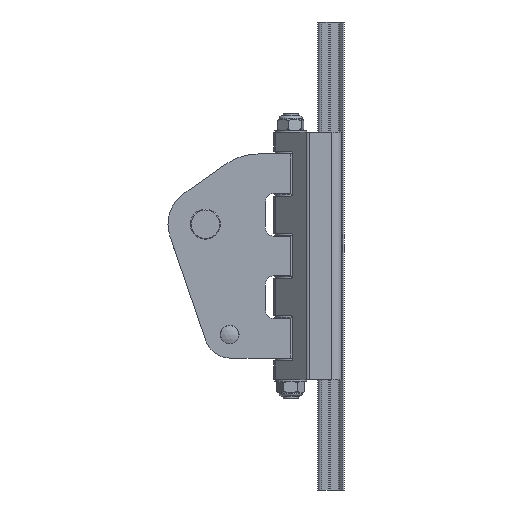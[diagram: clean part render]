
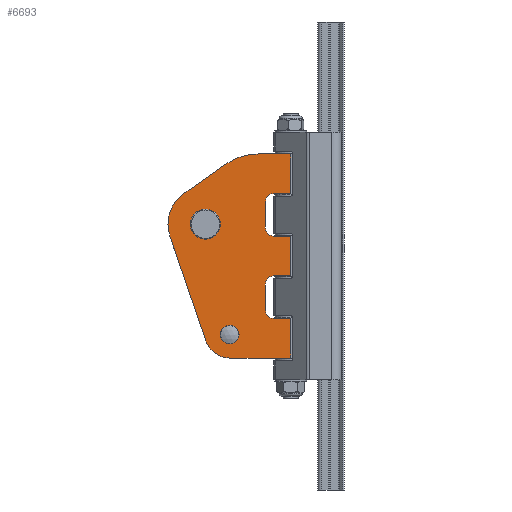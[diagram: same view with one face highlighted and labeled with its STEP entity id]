
A CAD part, left-side view. The second image highlights one B-rep face of the part: STEP entity #6693.
In plain terms, the highlighted planar face has unit normal (-1, 0, 0).
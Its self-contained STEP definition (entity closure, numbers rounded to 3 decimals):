
#140=FACE_BOUND('',#1383,.T.);
#141=FACE_BOUND('',#1384,.T.);
#207=PLANE('',#7259);
#628=CIRCLE('',#7260,30.);
#629=CIRCLE('',#7261,20.);
#630=CIRCLE('',#7262,13.5);
#631=CIRCLE('',#7263,5.);
#632=CIRCLE('',#7264,5.);
#633=CIRCLE('',#7265,5.);
#634=CIRCLE('',#7266,5.);
#635=CIRCLE('',#7267,4.1);
#636=CIRCLE('',#7268,6.1);
#965=FACE_OUTER_BOUND('',#1382,.T.);
#1382=EDGE_LOOP('',(#5078,#5079,#5080,#5081,#5082,#5083,#5084,#5085,#5086,
#5087,#5088,#5089,#5090,#5091,#5092,#5093,#5094,#5095,#5096,#5097));
#1383=EDGE_LOOP('',(#5098));
#1384=EDGE_LOOP('',(#5099));
#1830=LINE('',#11124,#2374);
#1847=LINE('',#11203,#2391);
#1849=LINE('',#11234,#2393);
#1853=LINE('',#11290,#2397);
#1855=LINE('',#11321,#2399);
#1865=LINE('',#11444,#2409);
#1866=LINE('',#11448,#2410);
#1867=LINE('',#11451,#2411);
#1868=LINE('',#11455,#2412);
#1869=LINE('',#11459,#2413);
#1870=LINE('',#11460,#2414);
#1871=LINE('',#11464,#2415);
#1872=LINE('',#11467,#2416);
#2374=VECTOR('',#8240,10.);
#2391=VECTOR('',#8287,10.);
#2393=VECTOR('',#8299,10.);
#2397=VECTOR('',#8307,10.);
#2399=VECTOR('',#8319,10.);
#2409=VECTOR('',#8353,10.);
#2410=VECTOR('',#8356,10.);
#2411=VECTOR('',#8359,10.);
#2412=VECTOR('',#8362,10.);
#2413=VECTOR('',#8365,10.);
#2414=VECTOR('',#8366,10.);
#2415=VECTOR('',#8369,10.);
#2416=VECTOR('',#8372,10.);
#3020=VERTEX_POINT('',#11121);
#3021=VERTEX_POINT('',#11123);
#3047=VERTEX_POINT('',#11200);
#3048=VERTEX_POINT('',#11202);
#3052=VERTEX_POINT('',#11232);
#3057=VERTEX_POINT('',#11287);
#3058=VERTEX_POINT('',#11289);
#3062=VERTEX_POINT('',#11319);
#3078=VERTEX_POINT('',#11441);
#3079=VERTEX_POINT('',#11443);
#3080=VERTEX_POINT('',#11445);
#3081=VERTEX_POINT('',#11447);
#3082=VERTEX_POINT('',#11449);
#3083=VERTEX_POINT('',#11452);
#3084=VERTEX_POINT('',#11454);
#3085=VERTEX_POINT('',#11456);
#3086=VERTEX_POINT('',#11458);
#3087=VERTEX_POINT('',#11461);
#3088=VERTEX_POINT('',#11463);
#3089=VERTEX_POINT('',#11465);
#3090=VERTEX_POINT('',#11468);
#3091=VERTEX_POINT('',#11470);
#3759=EDGE_CURVE('',#3021,#3020,#1830,.T.);
#3790=EDGE_CURVE('',#3048,#3047,#1847,.T.);
#3797=EDGE_CURVE('',#3052,#3021,#1849,.T.);
#3804=EDGE_CURVE('',#3058,#3057,#1853,.T.);
#3811=EDGE_CURVE('',#3062,#3048,#1855,.T.);
#3832=EDGE_CURVE('',#3047,#3078,#628,.T.);
#3833=EDGE_CURVE('',#3078,#3079,#1865,.T.);
#3834=EDGE_CURVE('',#3079,#3080,#629,.T.);
#3835=EDGE_CURVE('',#3080,#3081,#1866,.T.);
#3836=EDGE_CURVE('',#3081,#3082,#630,.T.);
#3837=EDGE_CURVE('',#3082,#3052,#1867,.T.);
#3838=EDGE_CURVE('',#3020,#3083,#631,.T.);
#3839=EDGE_CURVE('',#3083,#3084,#1868,.T.);
#3840=EDGE_CURVE('',#3084,#3085,#632,.T.);
#3841=EDGE_CURVE('',#3085,#3086,#1869,.T.);
#3842=EDGE_CURVE('',#3086,#3058,#1870,.T.);
#3843=EDGE_CURVE('',#3057,#3087,#633,.T.);
#3844=EDGE_CURVE('',#3087,#3088,#1871,.T.);
#3845=EDGE_CURVE('',#3088,#3089,#634,.T.);
#3846=EDGE_CURVE('',#3089,#3062,#1872,.T.);
#3847=EDGE_CURVE('',#3090,#3090,#635,.T.);
#3848=EDGE_CURVE('',#3091,#3091,#636,.T.);
#5078=ORIENTED_EDGE('',*,*,#3811,.T.);
#5079=ORIENTED_EDGE('',*,*,#3790,.T.);
#5080=ORIENTED_EDGE('',*,*,#3832,.T.);
#5081=ORIENTED_EDGE('',*,*,#3833,.T.);
#5082=ORIENTED_EDGE('',*,*,#3834,.T.);
#5083=ORIENTED_EDGE('',*,*,#3835,.T.);
#5084=ORIENTED_EDGE('',*,*,#3836,.T.);
#5085=ORIENTED_EDGE('',*,*,#3837,.T.);
#5086=ORIENTED_EDGE('',*,*,#3797,.T.);
#5087=ORIENTED_EDGE('',*,*,#3759,.T.);
#5088=ORIENTED_EDGE('',*,*,#3838,.T.);
#5089=ORIENTED_EDGE('',*,*,#3839,.T.);
#5090=ORIENTED_EDGE('',*,*,#3840,.T.);
#5091=ORIENTED_EDGE('',*,*,#3841,.T.);
#5092=ORIENTED_EDGE('',*,*,#3842,.T.);
#5093=ORIENTED_EDGE('',*,*,#3804,.T.);
#5094=ORIENTED_EDGE('',*,*,#3843,.T.);
#5095=ORIENTED_EDGE('',*,*,#3844,.T.);
#5096=ORIENTED_EDGE('',*,*,#3845,.T.);
#5097=ORIENTED_EDGE('',*,*,#3846,.T.);
#5098=ORIENTED_EDGE('',*,*,#3847,.T.);
#5099=ORIENTED_EDGE('',*,*,#3848,.T.);
#6693=ADVANCED_FACE('',(#965,#140,#141),#207,.F.);
#7259=AXIS2_PLACEMENT_3D('',#11440,#8349,#8350);
#7260=AXIS2_PLACEMENT_3D('',#11442,#8351,#8352);
#7261=AXIS2_PLACEMENT_3D('',#11446,#8354,#8355);
#7262=AXIS2_PLACEMENT_3D('',#11450,#8357,#8358);
#7263=AXIS2_PLACEMENT_3D('',#11453,#8360,#8361);
#7264=AXIS2_PLACEMENT_3D('',#11457,#8363,#8364);
#7265=AXIS2_PLACEMENT_3D('',#11462,#8367,#8368);
#7266=AXIS2_PLACEMENT_3D('',#11466,#8370,#8371);
#7267=AXIS2_PLACEMENT_3D('',#11469,#8373,#8374);
#7268=AXIS2_PLACEMENT_3D('',#11471,#8375,#8376);
#8240=DIRECTION('',(0.,1.,0.));
#8287=DIRECTION('',(0.,1.,0.));
#8299=DIRECTION('',(0.,0.,1.));
#8307=DIRECTION('',(0.,1.,0.));
#8319=DIRECTION('',(0.,0.,1.));
#8349=DIRECTION('center_axis',(1.,0.,0.));
#8350=DIRECTION('ref_axis',(0.,-1.,0.));
#8351=DIRECTION('center_axis',(-1.,0.,0.));
#8352=DIRECTION('ref_axis',(0.,0.,-1.));
#8353=DIRECTION('',(0.,0.819,-0.574));
#8354=DIRECTION('center_axis',(-1.,0.,0.));
#8355=DIRECTION('ref_axis',(0.,-0.574,-0.819));
#8356=DIRECTION('',(0.,-0.324,-0.946));
#8357=DIRECTION('center_axis',(-1.,0.,0.));
#8358=DIRECTION('ref_axis',(0.,-0.946,0.324));
#8359=DIRECTION('',(0.,-1.,0.));
#8360=DIRECTION('center_axis',(1.,0.,0.));
#8361=DIRECTION('ref_axis',(0.,1.,0.));
#8362=DIRECTION('',(0.,0.,1.));
#8363=DIRECTION('center_axis',(1.,0.,0.));
#8364=DIRECTION('ref_axis',(0.,0.,1.));
#8365=DIRECTION('',(0.,-1.,0.));
#8366=DIRECTION('',(0.,0.,1.));
#8367=DIRECTION('center_axis',(1.,0.,0.));
#8368=DIRECTION('ref_axis',(0.,1.,0.));
#8369=DIRECTION('',(0.,0.,1.));
#8370=DIRECTION('center_axis',(1.,0.,0.));
#8371=DIRECTION('ref_axis',(0.,0.,1.));
#8372=DIRECTION('',(0.,-1.,0.));
#8373=DIRECTION('center_axis',(1.,0.,0.));
#8374=DIRECTION('ref_axis',(0.,0.,-1.));
#8375=DIRECTION('center_axis',(1.,0.,0.));
#8376=DIRECTION('ref_axis',(0.,0.,-1.));
#11121=CARTESIAN_POINT('',(-9.,37.075,-33.5));
#11123=CARTESIAN_POINT('',(-9.,28.5,-33.5));
#11124=CARTESIAN_POINT('',(-9.,28.075,-33.5));
#11200=CARTESIAN_POINT('',(-9.,45.925,54.5));
#11202=CARTESIAN_POINT('',(-9.,28.5,54.5));
#11203=CARTESIAN_POINT('',(-9.,45.925,54.5));
#11232=CARTESIAN_POINT('',(-9.,28.5,-54.5));
#11234=CARTESIAN_POINT('',(-9.,28.5,-0.515));
#11287=CARTESIAN_POINT('',(-9.,37.075,10.5));
#11289=CARTESIAN_POINT('',(-9.,28.5,10.5));
#11290=CARTESIAN_POINT('',(-9.,28.075,10.5));
#11319=CARTESIAN_POINT('',(-9.,28.5,33.5));
#11321=CARTESIAN_POINT('',(-9.,28.5,-0.515));
#11440=CARTESIAN_POINT('Origin',(-9.,19.075,-1.031));
#11441=CARTESIAN_POINT('',(-9.,63.13,49.076));
#11442=CARTESIAN_POINT('Origin',(-9.,45.925,24.5));
#11443=CARTESIAN_POINT('',(-9.,85.545,33.384));
#11444=CARTESIAN_POINT('',(-9.,85.545,33.384));
#11445=CARTESIAN_POINT('',(-9.,92.996,10.518));
#11446=CARTESIAN_POINT('Origin',(-9.,74.075,17.));
#11447=CARTESIAN_POINT('',(-9.,73.846,-45.375));
#11448=CARTESIAN_POINT('',(-9.,73.846,-45.375));
#11449=CARTESIAN_POINT('',(-9.,61.075,-54.5));
#11450=CARTESIAN_POINT('Origin',(-9.,61.075,-41.));
#11451=CARTESIAN_POINT('',(-9.,-22.925,-54.5));
#11452=CARTESIAN_POINT('',(-9.,42.075,-28.5));
#11453=CARTESIAN_POINT('Origin',(-9.,37.075,-28.5));
#11454=CARTESIAN_POINT('',(-9.,42.075,-15.5));
#11455=CARTESIAN_POINT('',(-9.,42.075,-8.265));
#11456=CARTESIAN_POINT('',(-9.,37.075,-10.5));
#11457=CARTESIAN_POINT('Origin',(-9.,37.075,-15.5));
#11458=CARTESIAN_POINT('',(-9.,28.5,-10.5));
#11459=CARTESIAN_POINT('',(-9.,10.075,-10.5));
#11460=CARTESIAN_POINT('',(-9.,28.5,-0.515));
#11461=CARTESIAN_POINT('',(-9.,42.075,15.5));
#11462=CARTESIAN_POINT('Origin',(-9.,37.075,15.5));
#11463=CARTESIAN_POINT('',(-9.,42.075,28.5));
#11464=CARTESIAN_POINT('',(-9.,42.075,13.735));
#11465=CARTESIAN_POINT('',(-9.,37.075,33.5));
#11466=CARTESIAN_POINT('Origin',(-9.,37.075,28.5));
#11467=CARTESIAN_POINT('',(-9.,10.075,33.5));
#11468=CARTESIAN_POINT('',(-9.,61.075,-37.9));
#11469=CARTESIAN_POINT('Origin',(-9.,61.075,-42.));
#11470=CARTESIAN_POINT('',(-9.,74.075,23.1));
#11471=CARTESIAN_POINT('Origin',(-9.,74.075,17.));
